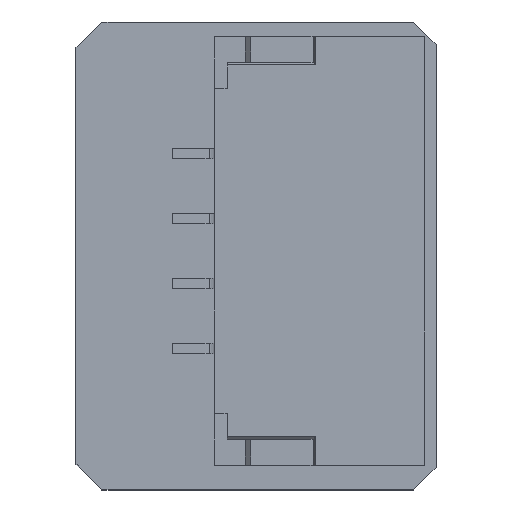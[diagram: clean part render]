
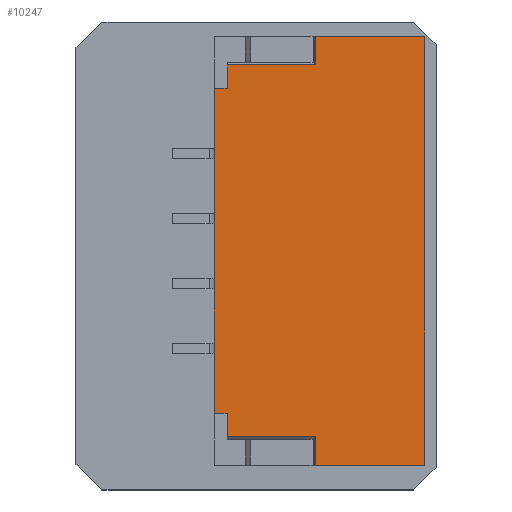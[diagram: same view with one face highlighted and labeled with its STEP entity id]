
A CAD part, top view. The second image highlights one B-rep face of the part: STEP entity #10247.
In plain terms, the highlighted planar face has unit normal (0, 0, 1).
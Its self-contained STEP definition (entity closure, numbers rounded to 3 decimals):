
#9715 = VERTEX_POINT('',#9716);
#9716 = CARTESIAN_POINT('',(37.159,15.966,
    4.35));
#9724 = VERTEX_POINT('',#9725);
#9725 = CARTESIAN_POINT('',(37.409,15.966,
    4.35));
#9731 = EDGE_CURVE('',#9715,#9724,#9732,.T.);
#9732 = LINE('',#9733,#9734);
#9733 = CARTESIAN_POINT('',(37.159,15.966,
    4.35));
#9734 = VECTOR('',#9735,1.);
#9735 = DIRECTION('',(1.,0.,0.));
#9745 = EDGE_CURVE('',#9724,#9746,#9748,.T.);
#9746 = VERTEX_POINT('',#9747);
#9747 = CARTESIAN_POINT('',(37.409,15.516,
    4.35));
#9748 = LINE('',#9749,#9750);
#9749 = CARTESIAN_POINT('',(37.409,15.966,
    4.35));
#9750 = VECTOR('',#9751,1.);
#9751 = DIRECTION('',(0.,-1.,0.));
#9866 = VERTEX_POINT('',#9867);
#9867 = CARTESIAN_POINT('',(41.209,14.966,4.35));
#9873 = EDGE_CURVE('',#9874,#9866,#9876,.T.);
#9874 = VERTEX_POINT('',#9875);
#9875 = CARTESIAN_POINT('',(39.109,14.966,
    4.35));
#9876 = LINE('',#9877,#9878);
#9877 = CARTESIAN_POINT('',(41.209,14.966,4.35));
#9878 = VECTOR('',#9879,1.);
#9879 = DIRECTION('',(1.,0.,0.));
#10169 = VERTEX_POINT('',#10170);
#10170 = CARTESIAN_POINT('',(41.209,23.216,4.35));
#10176 = EDGE_CURVE('',#9866,#10169,#10177,.T.);
#10177 = LINE('',#10178,#10179);
#10178 = CARTESIAN_POINT('',(41.209,14.966,4.35));
#10179 = VECTOR('',#10180,1.);
#10180 = DIRECTION('',(0.,1.,0.));
#10213 = EDGE_CURVE('',#10214,#9715,#10216,.T.);
#10214 = VERTEX_POINT('',#10215);
#10215 = CARTESIAN_POINT('',(37.159,22.216,
    4.35));
#10216 = LINE('',#10217,#10218);
#10217 = CARTESIAN_POINT('',(37.159,14.966,
    4.35));
#10218 = VECTOR('',#10219,1.);
#10219 = DIRECTION('',(0.,-1.,0.));
#10247 = ADVANCED_FACE('',(#10248),#10307,.F.);
#10248 = FACE_BOUND('',#10249,.T.);
#10249 = EDGE_LOOP('',(#10250,#10258,#10259,#10260,#10268,#10276,#10284,
    #10292,#10298,#10299,#10300,#10301));
#10250 = ORIENTED_EDGE('',*,*,#10251,.F.);
#10251 = EDGE_CURVE('',#9874,#10252,#10254,.T.);
#10252 = VERTEX_POINT('',#10253);
#10253 = CARTESIAN_POINT('',(39.109,15.516,
    4.35));
#10254 = LINE('',#10255,#10256);
#10255 = CARTESIAN_POINT('',(39.109,14.966,
    4.35));
#10256 = VECTOR('',#10257,1.);
#10257 = DIRECTION('',(0.,1.,0.));
#10258 = ORIENTED_EDGE('',*,*,#9873,.T.);
#10259 = ORIENTED_EDGE('',*,*,#10176,.T.);
#10260 = ORIENTED_EDGE('',*,*,#10261,.F.);
#10261 = EDGE_CURVE('',#10262,#10169,#10264,.T.);
#10262 = VERTEX_POINT('',#10263);
#10263 = CARTESIAN_POINT('',(39.109,23.216,
    4.35));
#10264 = LINE('',#10265,#10266);
#10265 = CARTESIAN_POINT('',(41.209,23.216,4.35));
#10266 = VECTOR('',#10267,1.);
#10267 = DIRECTION('',(1.,0.,0.));
#10268 = ORIENTED_EDGE('',*,*,#10269,.T.);
#10269 = EDGE_CURVE('',#10262,#10270,#10272,.T.);
#10270 = VERTEX_POINT('',#10271);
#10271 = CARTESIAN_POINT('',(39.109,22.666,
    4.35));
#10272 = LINE('',#10273,#10274);
#10273 = CARTESIAN_POINT('',(39.109,23.216,
    4.35));
#10274 = VECTOR('',#10275,1.);
#10275 = DIRECTION('',(0.,-1.,0.));
#10276 = ORIENTED_EDGE('',*,*,#10277,.T.);
#10277 = EDGE_CURVE('',#10270,#10278,#10280,.T.);
#10278 = VERTEX_POINT('',#10279);
#10279 = CARTESIAN_POINT('',(37.409,22.666,
    4.35));
#10280 = LINE('',#10281,#10282);
#10281 = CARTESIAN_POINT('',(37.409,22.666,
    4.35));
#10282 = VECTOR('',#10283,1.);
#10283 = DIRECTION('',(-1.,0.,0.));
#10284 = ORIENTED_EDGE('',*,*,#10285,.F.);
#10285 = EDGE_CURVE('',#10286,#10278,#10288,.T.);
#10286 = VERTEX_POINT('',#10287);
#10287 = CARTESIAN_POINT('',(37.409,22.216,
    4.35));
#10288 = LINE('',#10289,#10290);
#10289 = CARTESIAN_POINT('',(37.409,22.216,
    4.35));
#10290 = VECTOR('',#10291,1.);
#10291 = DIRECTION('',(0.,1.,0.));
#10292 = ORIENTED_EDGE('',*,*,#10293,.F.);
#10293 = EDGE_CURVE('',#10214,#10286,#10294,.T.);
#10294 = LINE('',#10295,#10296);
#10295 = CARTESIAN_POINT('',(37.159,22.216,
    4.35));
#10296 = VECTOR('',#10297,1.);
#10297 = DIRECTION('',(1.,0.,0.));
#10298 = ORIENTED_EDGE('',*,*,#10213,.T.);
#10299 = ORIENTED_EDGE('',*,*,#9731,.T.);
#10300 = ORIENTED_EDGE('',*,*,#9745,.T.);
#10301 = ORIENTED_EDGE('',*,*,#10302,.F.);
#10302 = EDGE_CURVE('',#10252,#9746,#10303,.T.);
#10303 = LINE('',#10304,#10305);
#10304 = CARTESIAN_POINT('',(37.409,15.516,
    4.35));
#10305 = VECTOR('',#10306,1.);
#10306 = DIRECTION('',(-1.,0.,0.));
#10307 = PLANE('',#10308);
#10308 = AXIS2_PLACEMENT_3D('',#10309,#10310,#10311);
#10309 = CARTESIAN_POINT('',(41.209,14.966,4.35));
#10310 = DIRECTION('',(0.,0.,-1.));
#10311 = DIRECTION('',(0.,-1.,0.));
